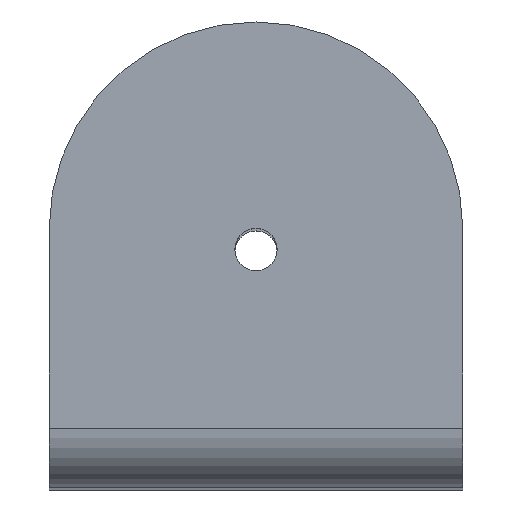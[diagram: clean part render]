
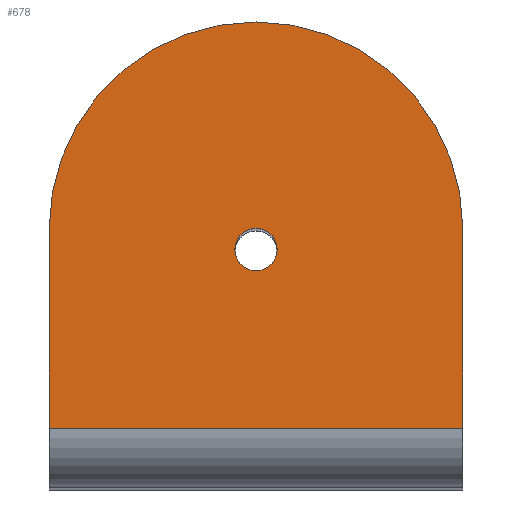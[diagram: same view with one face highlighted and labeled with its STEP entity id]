
A CAD part, top view. The second image highlights one B-rep face of the part: STEP entity #678.
In plain terms, the highlighted planar face has unit normal (0, 0, 1).
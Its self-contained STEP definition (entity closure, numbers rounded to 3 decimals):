
#9 = EDGE_CURVE ( 'NONE', #496, #610, #497, .T. ) ;
#10 = CIRCLE ( 'NONE', #289, 20. ) ;
#14 = ORIENTED_EDGE ( 'NONE', *, *, #624, .F. ) ;
#44 = CARTESIAN_POINT ( 'NONE',  ( 40., 0.737, 5. ) ) ;
#56 = CARTESIAN_POINT ( 'NONE',  ( 40., 20., 5. ) ) ;
#70 = VERTEX_POINT ( 'NONE', #356 ) ;
#79 = DIRECTION ( 'NONE',  ( -1., 0., 0. ) ) ;
#116 = EDGE_CURVE ( 'NONE', #631, #70, #259, .T. ) ;
#140 = AXIS2_PLACEMENT_3D ( 'NONE', #486, #236, #740 ) ;
#153 = CARTESIAN_POINT ( 'NONE',  ( 20., 20., 5. ) ) ;
#192 = VECTOR ( 'NONE', #590, 1000. ) ;
#222 = CARTESIAN_POINT ( 'NONE',  ( 22.05, 18., 5. ) ) ;
#236 = DIRECTION ( 'NONE',  ( 0., 0., 1. ) ) ;
#259 = CIRCLE ( 'NONE', #365, 2.05 ) ;
#260 = VERTEX_POINT ( 'NONE', #655 ) ;
#289 = AXIS2_PLACEMENT_3D ( 'NONE', #153, #588, #79 ) ;
#294 = ORIENTED_EDGE ( 'NONE', *, *, #542, .T. ) ;
#302 = EDGE_CURVE ( 'NONE', #673, #496, #10, .T. ) ;
#310 = PLANE ( 'NONE',  #717 ) ;
#332 = EDGE_LOOP ( 'NONE', ( #561, #14 ) ) ;
#333 = LINE ( 'NONE', #414, #192 ) ;
#337 = CARTESIAN_POINT ( 'NONE',  ( 20., 18., 5. ) ) ;
#356 = CARTESIAN_POINT ( 'NONE',  ( 17.95, 18., 5. ) ) ;
#365 = AXIS2_PLACEMENT_3D ( 'NONE', #635, #504, #452 ) ;
#371 = ORIENTED_EDGE ( 'NONE', *, *, #9, .T. ) ;
#372 = DIRECTION ( 'NONE',  ( 0., 0., -1. ) ) ;
#375 = FACE_BOUND ( 'NONE', #332, .T. ) ;
#386 = DIRECTION ( 'NONE',  ( -1., 0., 0. ) ) ;
#397 = LINE ( 'NONE', #780, #600 ) ;
#405 = CARTESIAN_POINT ( 'NONE',  ( 0., 20., 5. ) ) ;
#414 = CARTESIAN_POINT ( 'NONE',  ( 0., 0., 5. ) ) ;
#436 = ORIENTED_EDGE ( 'NONE', *, *, #755, .F. ) ;
#437 = CARTESIAN_POINT ( 'NONE',  ( 20., 40., 5. ) ) ;
#444 = CIRCLE ( 'NONE', #667, 2.05 ) ;
#452 = DIRECTION ( 'NONE',  ( 1., 0., 0. ) ) ;
#470 = EDGE_LOOP ( 'NONE', ( #603, #706, #371, #294, #436 ) ) ;
#486 = CARTESIAN_POINT ( 'NONE',  ( 20., 20., 5. ) ) ;
#496 = VERTEX_POINT ( 'NONE', #437 ) ;
#497 = CIRCLE ( 'NONE', #140, 20. ) ;
#504 = DIRECTION ( 'NONE',  ( 0., 0., 1. ) ) ;
#521 = CARTESIAN_POINT ( 'NONE',  ( 40., 0.737, 5. ) ) ;
#526 = LINE ( 'NONE', #521, #737 ) ;
#535 = DIRECTION ( 'NONE',  ( 0., 0., 1. ) ) ;
#542 = EDGE_CURVE ( 'NONE', #610, #260, #333, .T. ) ;
#561 = ORIENTED_EDGE ( 'NONE', *, *, #116, .F. ) ;
#588 = DIRECTION ( 'NONE',  ( 0., 0., 1. ) ) ;
#590 = DIRECTION ( 'NONE',  ( 0., -1., 0. ) ) ;
#600 = VECTOR ( 'NONE', #651, 1000. ) ;
#603 = ORIENTED_EDGE ( 'NONE', *, *, #604, .F. ) ;
#604 = EDGE_CURVE ( 'NONE', #673, #741, #397, .T. ) ;
#610 = VERTEX_POINT ( 'NONE', #405 ) ;
#624 = EDGE_CURVE ( 'NONE', #70, #631, #444, .T. ) ;
#631 = VERTEX_POINT ( 'NONE', #222 ) ;
#635 = CARTESIAN_POINT ( 'NONE',  ( 20., 18., 5. ) ) ;
#651 = DIRECTION ( 'NONE',  ( 0., -1., 0. ) ) ;
#655 = CARTESIAN_POINT ( 'NONE',  ( 0., 0.737, 5. ) ) ;
#667 = AXIS2_PLACEMENT_3D ( 'NONE', #337, #535, #722 ) ;
#673 = VERTEX_POINT ( 'NONE', #56 ) ;
#678 = ADVANCED_FACE ( 'NONE', ( #375, #694 ), #310, .F. ) ;
#681 = CARTESIAN_POINT ( 'NONE',  ( 40., 0., 5. ) ) ;
#694 = FACE_OUTER_BOUND ( 'NONE', #470, .T. ) ;
#706 = ORIENTED_EDGE ( 'NONE', *, *, #302, .T. ) ;
#717 = AXIS2_PLACEMENT_3D ( 'NONE', #681, #372, #805 ) ;
#722 = DIRECTION ( 'NONE',  ( 1., 0., 0. ) ) ;
#737 = VECTOR ( 'NONE', #386, 1000. ) ;
#740 = DIRECTION ( 'NONE',  ( -1., 0., 0. ) ) ;
#741 = VERTEX_POINT ( 'NONE', #44 ) ;
#755 = EDGE_CURVE ( 'NONE', #741, #260, #526, .T. ) ;
#780 = CARTESIAN_POINT ( 'NONE',  ( 40., 0., 5. ) ) ;
#805 = DIRECTION ( 'NONE',  ( -1., 0., 0. ) ) ;
